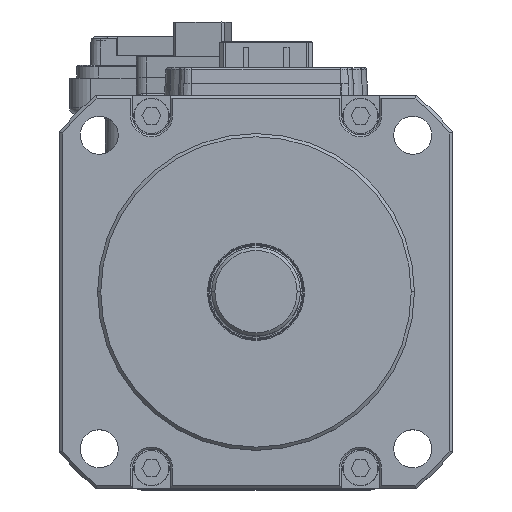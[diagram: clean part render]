
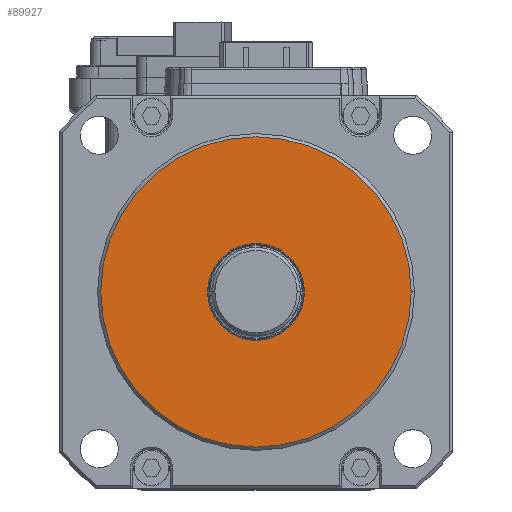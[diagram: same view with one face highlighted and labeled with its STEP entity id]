
A CAD part, top view. The second image highlights one B-rep face of the part: STEP entity #89927.
In plain terms, the highlighted planar face has unit normal (0, 0, 1).
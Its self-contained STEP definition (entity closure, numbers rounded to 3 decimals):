
#1256 = EDGE_CURVE ( 'NONE', #58946, #58977, #39426, .T. ) ;
#1281 = EDGE_CURVE ( 'NONE', #58902, #58888, #39433, .T. ) ;
#1493 = EDGE_CURVE ( 'NONE', #58977, #58946, #39800, .T. ) ;
#1633 = EDGE_CURVE ( 'NONE', #58888, #58902, #39921, .T. ) ;
#13990 = CARTESIAN_POINT ( 'NONE',  ( -24.5, 0., 45. ) ) ;
#14048 = CARTESIAN_POINT ( 'NONE',  ( 24.5, 0., 45. ) ) ;
#14088 = CARTESIAN_POINT ( 'NONE',  ( -7.65, 0., 45. ) ) ;
#14117 = CARTESIAN_POINT ( 'NONE',  ( 7.65, 0., 45. ) ) ;
#15622 = ORIENTED_EDGE ( 'NONE', *, *, #1633, .T. ) ;
#15931 = EDGE_LOOP ( 'NONE', ( #15622, #51353 ) ) ;
#16025 = EDGE_LOOP ( 'NONE', ( #51389, #51360 ) ) ;
#20694 = AXIS2_PLACEMENT_3D ( 'NONE', #64145, #64135, #64148 ) ;
#39426 = CIRCLE ( 'NONE', #39467, 7.65 ) ;
#39433 = CIRCLE ( 'NONE', #39448, 24.5 ) ;
#39448 = AXIS2_PLACEMENT_3D ( 'NONE', #59254, #59390, #62296 ) ;
#39467 = AXIS2_PLACEMENT_3D ( 'NONE', #58582, #58565, #58554 ) ;
#39778 = AXIS2_PLACEMENT_3D ( 'NONE', #73830, #73852, #73963 ) ;
#39800 = CIRCLE ( 'NONE', #39778, 7.65 ) ;
#39874 = AXIS2_PLACEMENT_3D ( 'NONE', #49650, #49667, #49634 ) ;
#39921 = CIRCLE ( 'NONE', #39874, 24.5 ) ;
#49634 = DIRECTION ( 'NONE',  ( 1., 0., 0. ) ) ;
#49650 = CARTESIAN_POINT ( 'NONE',  ( 0., 0., 45. ) ) ;
#49667 = DIRECTION ( 'NONE',  ( 0., 0., 1. ) ) ;
#51353 = ORIENTED_EDGE ( 'NONE', *, *, #1281, .T. ) ;
#51360 = ORIENTED_EDGE ( 'NONE', *, *, #1493, .F. ) ;
#51389 = ORIENTED_EDGE ( 'NONE', *, *, #1256, .F. ) ;
#58554 = DIRECTION ( 'NONE',  ( 1., 0., 0. ) ) ;
#58565 = DIRECTION ( 'NONE',  ( 0., 0., 1. ) ) ;
#58582 = CARTESIAN_POINT ( 'NONE',  ( 0., 0., 45. ) ) ;
#58888 = VERTEX_POINT ( 'NONE', #13990 ) ;
#58902 = VERTEX_POINT ( 'NONE', #14048 ) ;
#58946 = VERTEX_POINT ( 'NONE', #14088 ) ;
#58977 = VERTEX_POINT ( 'NONE', #14117 ) ;
#59254 = CARTESIAN_POINT ( 'NONE',  ( 0., 0., 45. ) ) ;
#59390 = DIRECTION ( 'NONE',  ( 0., 0., 1. ) ) ;
#62296 = DIRECTION ( 'NONE',  ( 1., 0., 0. ) ) ;
#64105 = FACE_BOUND ( 'NONE', #16025, .T. ) ;
#64107 = FACE_OUTER_BOUND ( 'NONE', #15931, .T. ) ;
#64127 = PLANE ( 'NONE',  #20694 ) ;
#64135 = DIRECTION ( 'NONE',  ( 0., 0., 1. ) ) ;
#64145 = CARTESIAN_POINT ( 'NONE',  ( 0., 0., 45. ) ) ;
#64148 = DIRECTION ( 'NONE',  ( 1., 0., 0. ) ) ;
#73830 = CARTESIAN_POINT ( 'NONE',  ( 0., 0., 45. ) ) ;
#73852 = DIRECTION ( 'NONE',  ( 0., 0., 1. ) ) ;
#73963 = DIRECTION ( 'NONE',  ( 1., 0., 0. ) ) ;
#89927 = ADVANCED_FACE ( 'NONE', ( #64107, #64105 ), #64127, .T. ) ;
